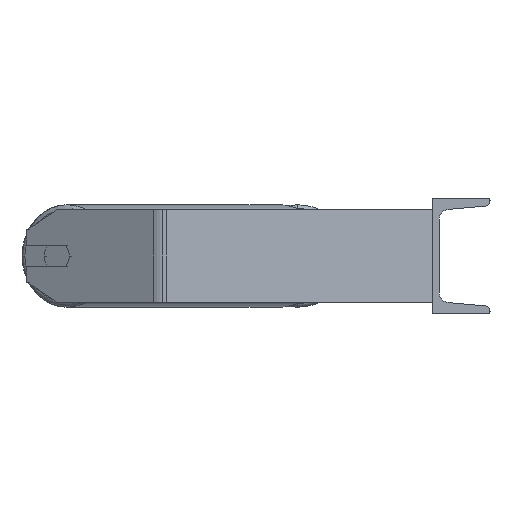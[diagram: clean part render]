
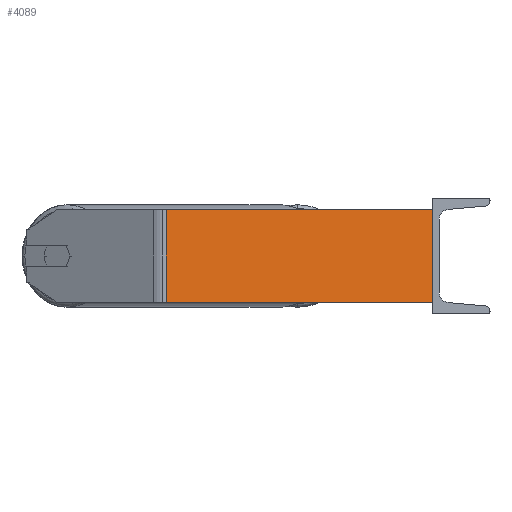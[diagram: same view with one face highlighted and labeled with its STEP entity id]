
A CAD part, left-side view. The second image highlights one B-rep face of the part: STEP entity #4089.
In plain terms, the highlighted planar face has unit normal (-0.985, -0.174, 0).
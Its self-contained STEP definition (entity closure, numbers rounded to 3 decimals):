
#62 = CARTESIAN_POINT ( 'NONE',  ( -585., 0., 40. ) ) ;
#72 = CARTESIAN_POINT ( 'NONE',  ( -626.803, 237.076, -40. ) ) ;
#368 = EDGE_CURVE ( 'NONE', #5286, #6565, #7257, .T. ) ;
#461 = LINE ( 'NONE', #7545, #704 ) ;
#483 = VECTOR ( 'NONE', #5800, 1000. ) ;
#514 = CARTESIAN_POINT ( 'NONE',  ( -625.792, 231.341, -40. ) ) ;
#704 = VECTOR ( 'NONE', #6631, 1000. ) ;
#1093 = CARTESIAN_POINT ( 'NONE',  ( -625.792, 231.341, 40. ) ) ;
#1422 = DIRECTION ( 'NONE',  ( 0.174, -0.985, 0. ) ) ;
#1683 = ORIENTED_EDGE ( 'NONE', *, *, #7501, .F. ) ;
#2545 = VECTOR ( 'NONE', #1422, 1000. ) ;
#2908 = ORIENTED_EDGE ( 'NONE', *, *, #6132, .T. ) ;
#3022 = VERTEX_POINT ( 'NONE', #514 ) ;
#3133 = DIRECTION ( 'NONE',  ( 0., 0., -1. ) ) ;
#3585 = FACE_OUTER_BOUND ( 'NONE', #8310, .T. ) ;
#3676 = LINE ( 'NONE', #72, #483 ) ;
#3736 = CARTESIAN_POINT ( 'NONE',  ( -585., 0., 40. ) ) ;
#4049 = CARTESIAN_POINT ( 'NONE',  ( -626.803, 237.076, 40. ) ) ;
#4089 = ADVANCED_FACE ( 'NONE', ( #3585 ), #9093, .F. ) ;
#4139 = LINE ( 'NONE', #4049, #2545 ) ;
#4500 = VECTOR ( 'NONE', #3133, 1000. ) ;
#4892 = DIRECTION ( 'NONE',  ( 0.985, 0.174, 0. ) ) ;
#5286 = VERTEX_POINT ( 'NONE', #62 ) ;
#5391 = EDGE_CURVE ( 'NONE', #6304, #3022, #461, .T. ) ;
#5800 = DIRECTION ( 'NONE',  ( 0.174, -0.985, 0. ) ) ;
#5836 = ORIENTED_EDGE ( 'NONE', *, *, #368, .F. ) ;
#6132 = EDGE_CURVE ( 'NONE', #3022, #6565, #3676, .T. ) ;
#6304 = VERTEX_POINT ( 'NONE', #1093 ) ;
#6422 = DIRECTION ( 'NONE',  ( -0.174, 0.985, 0. ) ) ;
#6565 = VERTEX_POINT ( 'NONE', #8304 ) ;
#6631 = DIRECTION ( 'NONE',  ( 0., 0., -1. ) ) ;
#7257 = LINE ( 'NONE', #3736, #4500 ) ;
#7377 = ORIENTED_EDGE ( 'NONE', *, *, #5391, .T. ) ;
#7501 = EDGE_CURVE ( 'NONE', #6304, #5286, #4139, .T. ) ;
#7545 = CARTESIAN_POINT ( 'NONE',  ( -625.792, 231.341, 40. ) ) ;
#8304 = CARTESIAN_POINT ( 'NONE',  ( -585., 0., -40. ) ) ;
#8310 = EDGE_LOOP ( 'NONE', ( #2908, #5836, #1683, #7377 ) ) ;
#8867 = AXIS2_PLACEMENT_3D ( 'NONE', #9137, #4892, #6422 ) ;
#9093 = PLANE ( 'NONE',  #8867 ) ;
#9137 = CARTESIAN_POINT ( 'NONE',  ( -626.803, 237.076, 40. ) ) ;
